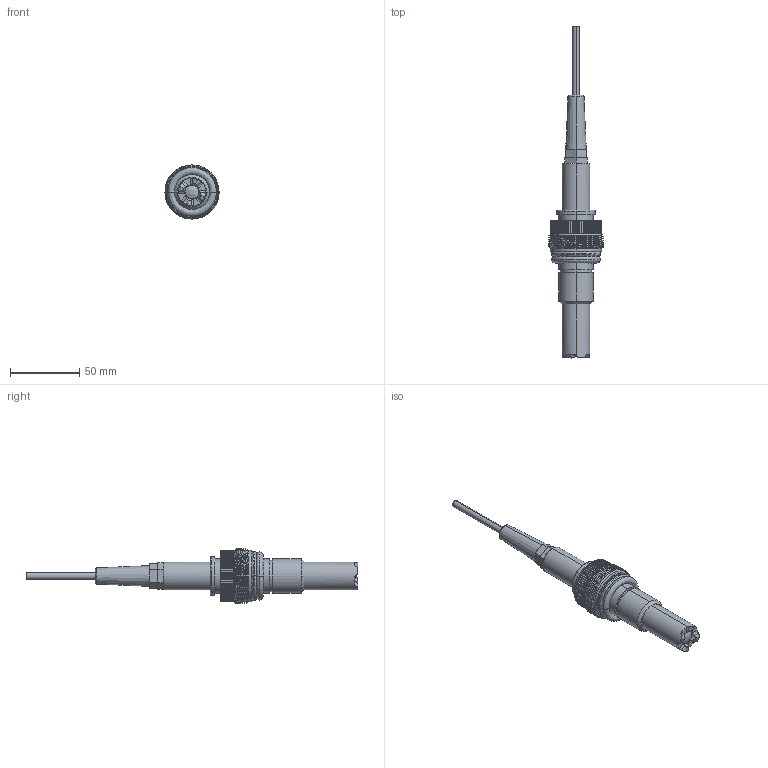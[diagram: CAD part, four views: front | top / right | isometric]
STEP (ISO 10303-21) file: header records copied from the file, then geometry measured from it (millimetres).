
FILE_DESCRIPTION (( 'STEP AP214' ), '1' );
FILE_NAME ('SRWQ100-DO103-8901_3D.STEP', '2022-03-11T17:09:59', ( '' ), ( '' ), 'SwSTEP 2.0', 'SolidWorks 2021', '' );
FILE_SCHEMA (( 'AUTOMOTIVE_DESIGN' ));
Length unit declared in the file: inch
Products named in the file (4): AB2; AB6; AB3; SRWQ100-DO103-8901_3D
Assembly tree (3 placements, depth 2):
  SRWQ100-DO103-8901_3D
    AB6
    AB2
    AB3
Bounding box: 39 x 239.5 x 39 mm (x, y, z)
Volume: 80847.9 mm3; surface area: 23006 mm2
Topology: 3 solids, 3 shells, 913 faces, 2412 edges, 1297 vertices
Faces by surface type: cylinder 393, bspline 387, plane 118, cone 15
Entity records: 42906 total; most frequent: CARTESIAN_POINT 23943, ORIENTED_EDGE 4392, DIRECTION 3445, EDGE_CURVE 2196, AXIS2_PLACEMENT_3D 1457, VERTEX_POINT 1297, EDGE_LOOP 925, CIRCLE 925
